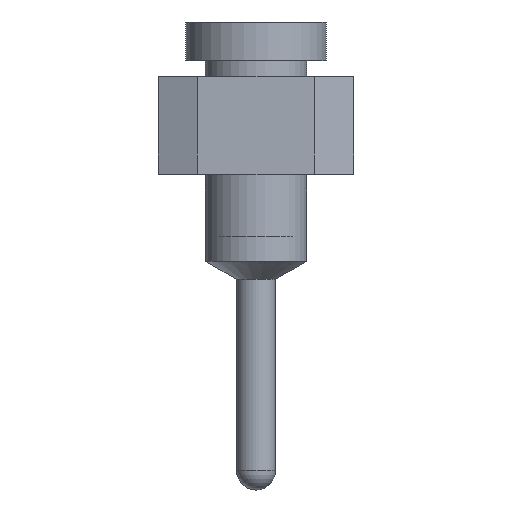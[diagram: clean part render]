
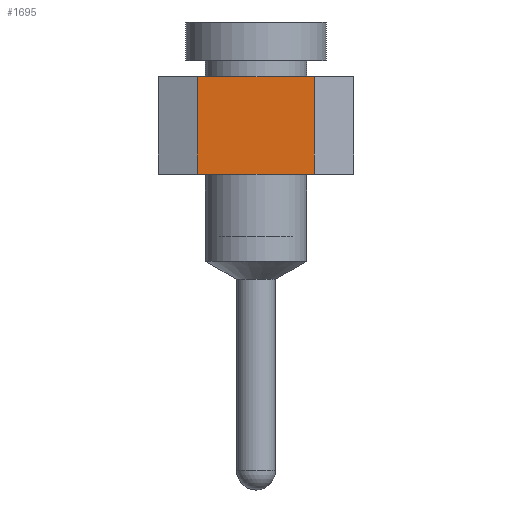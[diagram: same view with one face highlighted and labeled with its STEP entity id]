
A CAD part, left-side view. The second image highlights one B-rep face of the part: STEP entity #1695.
In plain terms, the highlighted planar face has unit normal (-1, 0, 0).
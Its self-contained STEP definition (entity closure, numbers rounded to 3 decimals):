
#1695 = ADVANCED_FACE('',(#1696),#1730,.F.);
#1696 = FACE_BOUND('',#1697,.T.);
#1697 = EDGE_LOOP('',(#1698,#1708,#1716,#1724));
#1698 = ORIENTED_EDGE('',*,*,#1699,.T.);
#1699 = EDGE_CURVE('',#1700,#1702,#1704,.T.);
#1700 = VERTEX_POINT('',#1701);
#1701 = CARTESIAN_POINT('',(-40.64,0.762,2.57));
#1702 = VERTEX_POINT('',#1703);
#1703 = CARTESIAN_POINT('',(-40.64,0.762,1.3));
#1704 = LINE('',#1705,#1706);
#1705 = CARTESIAN_POINT('',(-40.64,0.762,3.84));
#1706 = VECTOR('',#1707,1.);
#1707 = DIRECTION('',(0.,0.,-1.));
#1708 = ORIENTED_EDGE('',*,*,#1709,.T.);
#1709 = EDGE_CURVE('',#1702,#1710,#1712,.T.);
#1710 = VERTEX_POINT('',#1711);
#1711 = CARTESIAN_POINT('',(-40.64,-0.762,1.3));
#1712 = LINE('',#1713,#1714);
#1713 = CARTESIAN_POINT('',(-40.64,1.27,1.3));
#1714 = VECTOR('',#1715,1.);
#1715 = DIRECTION('',(0.,-1.,0.));
#1716 = ORIENTED_EDGE('',*,*,#1717,.F.);
#1717 = EDGE_CURVE('',#1718,#1710,#1720,.T.);
#1718 = VERTEX_POINT('',#1719);
#1719 = CARTESIAN_POINT('',(-40.64,-0.762,2.57));
#1720 = LINE('',#1721,#1722);
#1721 = CARTESIAN_POINT('',(-40.64,-0.762,3.84));
#1722 = VECTOR('',#1723,1.);
#1723 = DIRECTION('',(0.,0.,-1.));
#1724 = ORIENTED_EDGE('',*,*,#1725,.F.);
#1725 = EDGE_CURVE('',#1700,#1718,#1726,.T.);
#1726 = LINE('',#1727,#1728);
#1727 = CARTESIAN_POINT('',(-40.64,1.27,2.57));
#1728 = VECTOR('',#1729,1.);
#1729 = DIRECTION('',(0.,-1.,0.));
#1730 = PLANE('',#1731);
#1731 = AXIS2_PLACEMENT_3D('',#1732,#1733,#1734);
#1732 = CARTESIAN_POINT('',(-40.64,1.27,2.57));
#1733 = DIRECTION('',(1.,0.,0.));
#1734 = DIRECTION('',(0.,1.,0.));
